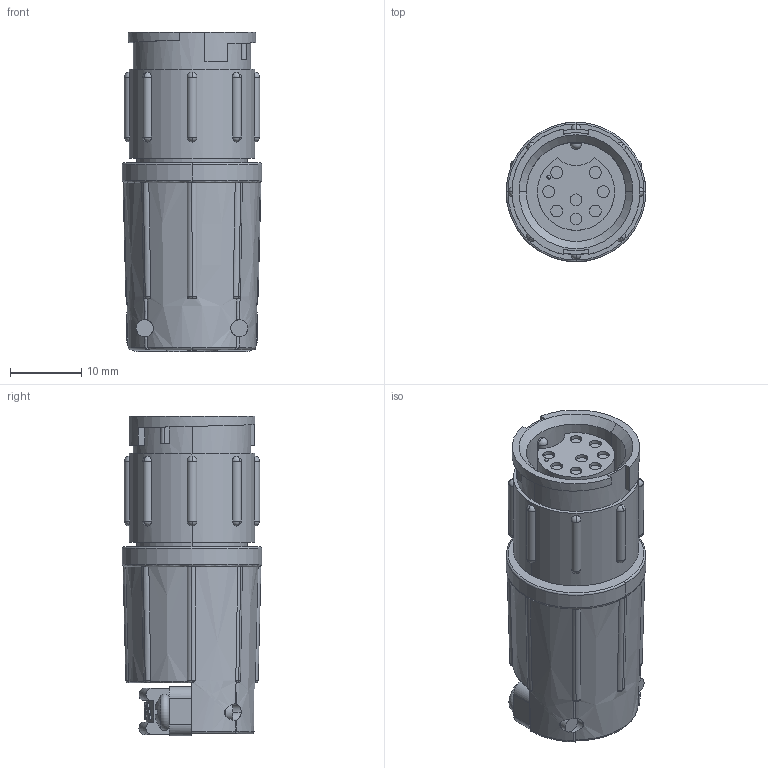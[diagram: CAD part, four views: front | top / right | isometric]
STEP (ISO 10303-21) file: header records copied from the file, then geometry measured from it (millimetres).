
FILE_DESCRIPTION (( 'STEP AP203' ), '1' );
FILE_NAME ('5282-8SG-530.STEP', '2014-05-29T16:06:51', ( '' ), ( '' ), 'SwSTEP 2.0', 'SolidWorks 2014', '' );
FILE_SCHEMA (( 'CONFIG_CONTROL_DESIGN' ));
Length unit declared in the file: inch
Products named in the file (1): 5282-8SG-530
Bounding box: 19.56 x 19.56 x 44.73 mm (x, y, z)
Volume: 9642.2 mm3; surface area: 4506.9 mm2
Topology: 1 solids, 1 shells, 325 faces, 916 edges, 584 vertices
Faces by surface type: plane 125, cylinder 84, sphere 41, torus 32, bspline 26, cone 17
Entity records: 12626 total; most frequent: CARTESIAN_POINT 4954, ORIENTED_EDGE 1694, DIRECTION 1488, EDGE_CURVE 847, AXIS2_PLACEMENT_3D 611, VERTEX_POINT 549, EDGE_LOOP 352, FACE_OUTER_BOUND 325
